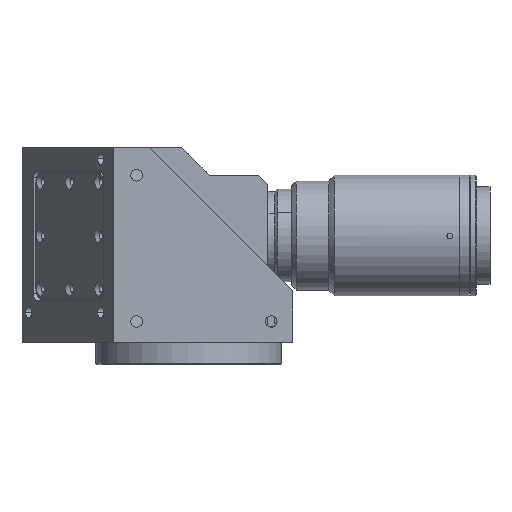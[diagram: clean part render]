
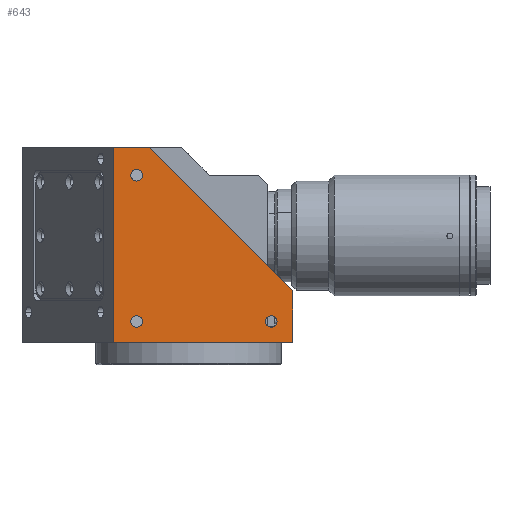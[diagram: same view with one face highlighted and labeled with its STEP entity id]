
A CAD part, front view. The second image highlights one B-rep face of the part: STEP entity #643.
In plain terms, the highlighted planar face has unit normal (0, -1, 0).
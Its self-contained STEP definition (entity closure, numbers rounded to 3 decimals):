
#457 = VERTEX_POINT ( 'NONE', #7874 ) ;
#546 = CARTESIAN_POINT ( 'NONE',  ( 45., -44., 251.355 ) ) ;
#561 = DIRECTION ( 'NONE',  ( 1., 0., 0. ) ) ;
#643 = ADVANCED_FACE ( 'NONE', ( #12521, #12363, #12196, #12054 ), #5800, .T. ) ;
#1169 = CARTESIAN_POINT ( 'NONE',  ( -16.787, -44., 251.355 ) ) ;
#1399 = CIRCLE ( 'NONE', #4257, 2.5 ) ;
#1444 = DIRECTION ( 'NONE',  ( 0., -1., 0. ) ) ;
#1721 = CIRCLE ( 'NONE', #4724, 2.5 ) ;
#1780 = DIRECTION ( 'NONE',  ( 0., 0., -1. ) ) ;
#1799 = DIRECTION ( 'NONE',  ( 0., -1., 0. ) ) ;
#1828 = CARTESIAN_POINT ( 'NONE',  ( 35.696, -44., 176.355 ) ) ;
#2153 = VERTEX_POINT ( 'NONE', #5566 ) ;
#2261 = CARTESIAN_POINT ( 'NONE',  ( 35.696, -44., 173.855 ) ) ;
#2364 = CARTESIAN_POINT ( 'NONE',  ( 45., -44., 189.568 ) ) ;
#2420 = VERTEX_POINT ( 'NONE', #5387 ) ;
#2452 = VECTOR ( 'NONE', #561, 1000. ) ;
#2529 = DIRECTION ( 'NONE',  ( 0., 0., 1. ) ) ;
#2549 = CARTESIAN_POINT ( 'NONE',  ( -32.304, -44., 157.355 ) ) ;
#2695 = CARTESIAN_POINT ( 'NONE',  ( 35.696, -44., 178.855 ) ) ;
#2930 = VERTEX_POINT ( 'NONE', #5070 ) ;
#2953 = VERTEX_POINT ( 'NONE', #4973 ) ;
#3384 = CIRCLE ( 'NONE', #5537, 2.5 ) ;
#3636 = LINE ( 'NONE', #1169, #10817 ) ;
#4154 = AXIS2_PLACEMENT_3D ( 'NONE', #5412, #5410, #5398 ) ;
#4257 = AXIS2_PLACEMENT_3D ( 'NONE', #6266, #6263, #6252 ) ;
#4260 = AXIS2_PLACEMENT_3D ( 'NONE', #6350, #1444, #6320 ) ;
#4274 = EDGE_LOOP ( 'NONE', ( #7273, #7283, #7537, #7682, #7945 ) ) ;
#4403 = VERTEX_POINT ( 'NONE', #2364 ) ;
#4528 = VERTEX_POINT ( 'NONE', #2261 ) ;
#4724 = AXIS2_PLACEMENT_3D ( 'NONE', #10944, #10919, #10915 ) ;
#4825 = EDGE_CURVE ( 'NONE', #8093, #4528, #3384, .T. ) ;
#4973 = CARTESIAN_POINT ( 'NONE',  ( -32.304, -44., 167.355 ) ) ;
#4979 = VECTOR ( 'NONE', #5297, 1000. ) ;
#5070 = CARTESIAN_POINT ( 'NONE',  ( -22.304, -44., 236.855 ) ) ;
#5281 = AXIS2_PLACEMENT_3D ( 'NONE', #8396, #8375, #8391 ) ;
#5297 = DIRECTION ( 'NONE',  ( 1., 0., 0. ) ) ;
#5310 = EDGE_CURVE ( 'NONE', #5458, #2930, #7295, .T. ) ;
#5313 = CARTESIAN_POINT ( 'NONE',  ( 45., -44., 167.355 ) ) ;
#5337 = CARTESIAN_POINT ( 'NONE',  ( -16.787, -44., 251.355 ) ) ;
#5387 = CARTESIAN_POINT ( 'NONE',  ( -22.304, -44., 173.855 ) ) ;
#5398 = DIRECTION ( 'NONE',  ( 0., 0., -1. ) ) ;
#5410 = DIRECTION ( 'NONE',  ( 0., -1., 0. ) ) ;
#5412 = CARTESIAN_POINT ( 'NONE',  ( -22.304, -44., 176.355 ) ) ;
#5458 = VERTEX_POINT ( 'NONE', #7160 ) ;
#5528 = VERTEX_POINT ( 'NONE', #5337 ) ;
#5537 = AXIS2_PLACEMENT_3D ( 'NONE', #1828, #1799, #1780 ) ;
#5566 = CARTESIAN_POINT ( 'NONE',  ( 45., -44., 167.355 ) ) ;
#5579 = DIRECTION ( 'NONE',  ( 1., 0., 0. ) ) ;
#5612 = DIRECTION ( 'NONE',  ( 0., -1., 0. ) ) ;
#5614 = CARTESIAN_POINT ( 'NONE',  ( 45., -44., 157.355 ) ) ;
#5800 = PLANE ( 'NONE',  #12190 ) ;
#5892 = VECTOR ( 'NONE', #6354, 1000. ) ;
#6070 = VECTOR ( 'NONE', #2529, 1000. ) ;
#6146 = EDGE_CURVE ( 'NONE', #6760, #2420, #1721, .T. ) ;
#6175 = LINE ( 'NONE', #6240, #5892 ) ;
#6240 = CARTESIAN_POINT ( 'NONE',  ( 45., -44., 157.355 ) ) ;
#6252 = DIRECTION ( 'NONE',  ( 0., 0., -1. ) ) ;
#6263 = DIRECTION ( 'NONE',  ( 0., -1., 0. ) ) ;
#6266 = CARTESIAN_POINT ( 'NONE',  ( 35.696, -44., 176.355 ) ) ;
#6320 = DIRECTION ( 'NONE',  ( 0., 0., -1. ) ) ;
#6350 = CARTESIAN_POINT ( 'NONE',  ( -22.304, -44., 239.355 ) ) ;
#6354 = DIRECTION ( 'NONE',  ( 0., 0., 1. ) ) ;
#6477 = ORIENTED_EDGE ( 'NONE', *, *, #7323, .F. ) ;
#6485 = DIRECTION ( 'NONE',  ( 0.707, 0., -0.707 ) ) ;
#6619 = ORIENTED_EDGE ( 'NONE', *, *, #5310, .F. ) ;
#6634 = ORIENTED_EDGE ( 'NONE', *, *, #7339, .F. ) ;
#6750 = ORIENTED_EDGE ( 'NONE', *, *, #4825, .F. ) ;
#6760 = VERTEX_POINT ( 'NONE', #8298 ) ;
#7007 = ORIENTED_EDGE ( 'NONE', *, *, #7465, .F. ) ;
#7019 = ORIENTED_EDGE ( 'NONE', *, *, #6146, .F. ) ;
#7160 = CARTESIAN_POINT ( 'NONE',  ( -22.304, -44., 241.855 ) ) ;
#7273 = ORIENTED_EDGE ( 'NONE', *, *, #7348, .F. ) ;
#7283 = ORIENTED_EDGE ( 'NONE', *, *, #8555, .F. ) ;
#7295 = CIRCLE ( 'NONE', #5281, 2.5 ) ;
#7323 = EDGE_CURVE ( 'NONE', #2930, #5458, #8486, .T. ) ;
#7339 = EDGE_CURVE ( 'NONE', #4528, #8093, #1399, .T. ) ;
#7348 = EDGE_CURVE ( 'NONE', #5528, #4403, #3636, .T. ) ;
#7364 = EDGE_CURVE ( 'NONE', #2153, #4403, #6175, .T. ) ;
#7465 = EDGE_CURVE ( 'NONE', #2420, #6760, #10177, .T. ) ;
#7507 = EDGE_CURVE ( 'NONE', #2953, #2153, #12581, .T. ) ;
#7537 = ORIENTED_EDGE ( 'NONE', *, *, #8135, .F. ) ;
#7682 = ORIENTED_EDGE ( 'NONE', *, *, #7507, .T. ) ;
#7874 = CARTESIAN_POINT ( 'NONE',  ( -32.304, -44., 251.355 ) ) ;
#7945 = ORIENTED_EDGE ( 'NONE', *, *, #7364, .T. ) ;
#8093 = VERTEX_POINT ( 'NONE', #2695 ) ;
#8135 = EDGE_CURVE ( 'NONE', #2953, #457, #8371, .T. ) ;
#8298 = CARTESIAN_POINT ( 'NONE',  ( -22.304, -44., 178.855 ) ) ;
#8371 = LINE ( 'NONE', #2549, #6070 ) ;
#8375 = DIRECTION ( 'NONE',  ( 0., -1., 0. ) ) ;
#8391 = DIRECTION ( 'NONE',  ( 0., 0., -1. ) ) ;
#8396 = CARTESIAN_POINT ( 'NONE',  ( -22.304, -44., 239.355 ) ) ;
#8486 = CIRCLE ( 'NONE', #4260, 2.5 ) ;
#8555 = EDGE_CURVE ( 'NONE', #457, #5528, #12617, .T. ) ;
#8668 = EDGE_LOOP ( 'NONE', ( #7007, #7019 ) ) ;
#9566 = EDGE_LOOP ( 'NONE', ( #6634, #6750 ) ) ;
#10177 = CIRCLE ( 'NONE', #4154, 2.5 ) ;
#10817 = VECTOR ( 'NONE', #6485, 1000. ) ;
#10915 = DIRECTION ( 'NONE',  ( 0., 0., -1. ) ) ;
#10919 = DIRECTION ( 'NONE',  ( 0., -1., 0. ) ) ;
#10944 = CARTESIAN_POINT ( 'NONE',  ( -22.304, -44., 176.355 ) ) ;
#11664 = EDGE_LOOP ( 'NONE', ( #6477, #6619 ) ) ;
#12054 = FACE_OUTER_BOUND ( 'NONE', #4274, .T. ) ;
#12190 = AXIS2_PLACEMENT_3D ( 'NONE', #5614, #5612, #5579 ) ;
#12196 = FACE_BOUND ( 'NONE', #8668, .T. ) ;
#12363 = FACE_BOUND ( 'NONE', #9566, .T. ) ;
#12521 = FACE_BOUND ( 'NONE', #11664, .T. ) ;
#12581 = LINE ( 'NONE', #5313, #4979 ) ;
#12617 = LINE ( 'NONE', #546, #2452 ) ;
